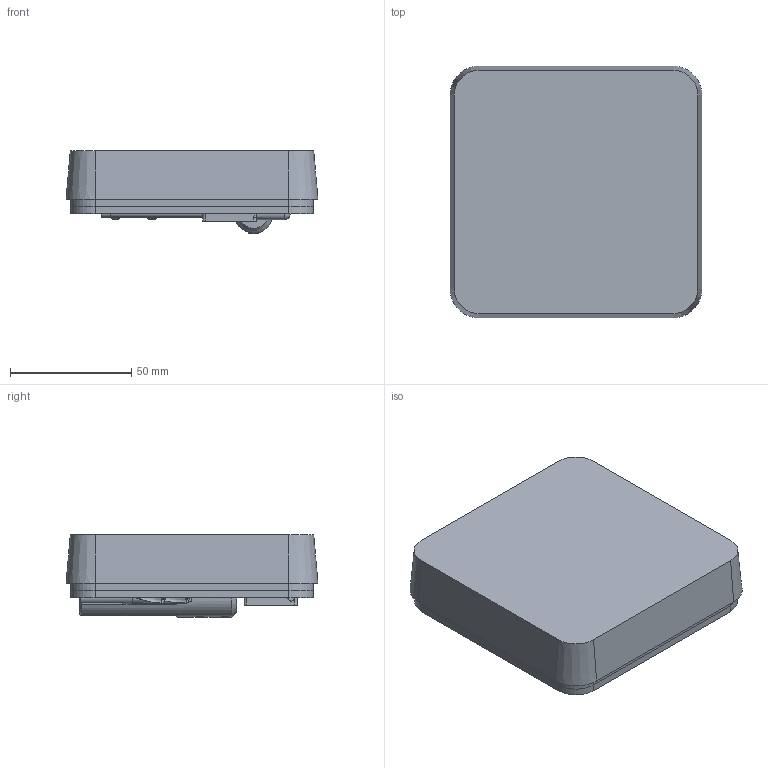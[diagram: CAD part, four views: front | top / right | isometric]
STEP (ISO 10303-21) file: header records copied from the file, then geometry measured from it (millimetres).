
FILE_DESCRIPTION (( 'STEP AP203' ), '1' );
FILE_NAME ('SET-RDT-5.step', '2024-04-24T08:22:47', ( '' ), ( '' ), 'SwSTEP 2.0', 'SolidWorks 2022', '' );
FILE_SCHEMA (( 'CONFIG_CONTROL_DESIGN' ));
Length unit declared in the file: millimetre
Products named in the file (10): RDT.5-15; 650P.DT16; SET-RDT-5; RDT.5-25; VP.LOGO285; T10F; 650P.DT16_montiert; VP00000154; A.ZST005; A.GST011
Assembly tree (10 placements, depth 3):
  SET-RDT-5
    VP00000154
    650P.DT16_montiert
      650P.DT16
      A.ZST005
      A.GST011  x2
    RDT.5-15
    RDT.5-25
    T10F
    VP.LOGO285
Bounding box: 104 x 104 x 34 mm (x, y, z)
Volume: 245820.1 mm3; surface area: 59000.5 mm2
Topology: 12 solids, 12 shells, 584 faces, 1557 edges, 1007 vertices
Faces by surface type: plane 235, cylinder 155, bspline 120, cone 67, torus 4, sphere 3
Full cylindrical faces by diameter (mm): 0.8 x2, 1.5 x1, 2 x3, 2.3 x2, 2.7 x1, 2.8 x1, 3.7 x1, 4.5 x2, 5 x6, 6 x1, 8.8 x1, 10 x1, 16 x1
Entity records: 23878 total; most frequent: CARTESIAN_POINT 10602, ORIENTED_EDGE 2728, DIRECTION 2166, EDGE_CURVE 1364, VERTEX_POINT 910, VECTOR 732, LINE 732, AXIS2_PLACEMENT_3D 717
